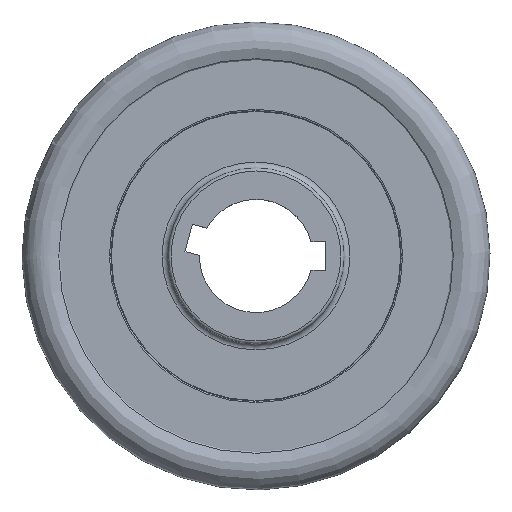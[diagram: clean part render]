
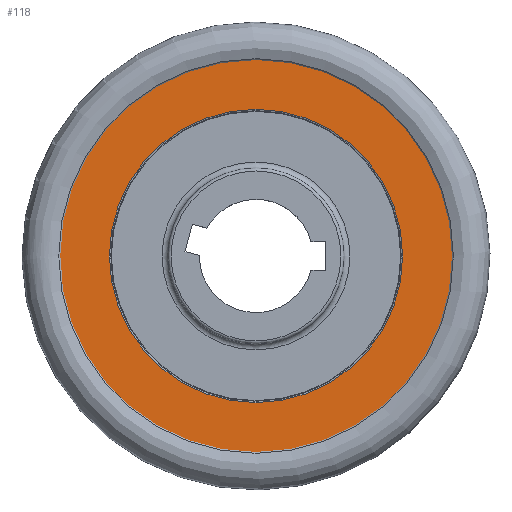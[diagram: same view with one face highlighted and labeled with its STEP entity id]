
A CAD part, top view. The second image highlights one B-rep face of the part: STEP entity #118.
In plain terms, the highlighted planar face has unit normal (0, 0, 1).
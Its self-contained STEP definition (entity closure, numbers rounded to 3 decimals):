
#98=PLANE('',#495);
#118=ADVANCED_FACE('',(#161,#162),#98,.F.);
#161=FACE_BOUND('',#207,.T.);
#162=FACE_BOUND('',#208,.T.);
#207=EDGE_LOOP('',(#261));
#208=EDGE_LOOP('',(#262));
#261=ORIENTED_EDGE('',*,*,#383,.T.);
#262=ORIENTED_EDGE('',*,*,#388,.F.);
#345=VERTEX_POINT('',#693);
#350=VERTEX_POINT('',#707);
#383=EDGE_CURVE('',#345,#345,#429,.T.);
#388=EDGE_CURVE('',#350,#350,#434,.T.);
#429=CIRCLE('',#485,70.4);
#434=CIRCLE('',#494,49.3);
#485=AXIS2_PLACEMENT_3D('',#692,#550,#551);
#494=AXIS2_PLACEMENT_3D('',#706,#568,#569);
#495=AXIS2_PLACEMENT_3D('',#708,#570,#571);
#550=DIRECTION('',(0.,0.,1.));
#551=DIRECTION('',(-1.,0.,0.));
#568=DIRECTION('',(0.,0.,1.));
#569=DIRECTION('',(-1.,0.,0.));
#570=DIRECTION('',(0.,0.,-1.));
#571=DIRECTION('',(-1.,0.,0.));
#692=CARTESIAN_POINT('',(0.,0.,-3.275));
#693=CARTESIAN_POINT('',(-70.4,0.,-3.275));
#706=CARTESIAN_POINT('',(0.,0.,-3.275));
#707=CARTESIAN_POINT('',(-49.3,0.,-3.275));
#708=CARTESIAN_POINT('',(74.4,0.,-3.275));
